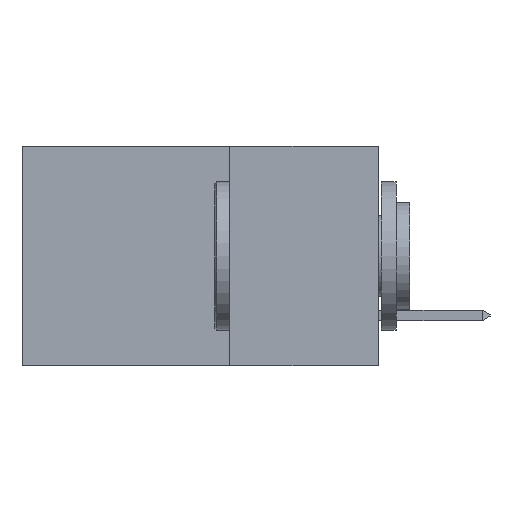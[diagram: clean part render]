
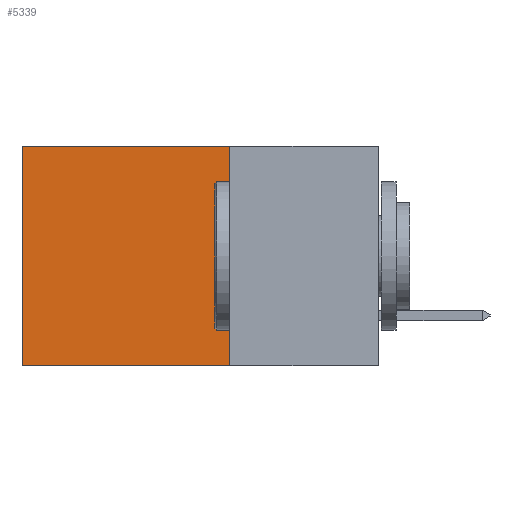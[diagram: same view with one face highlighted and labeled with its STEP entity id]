
A CAD part, left-side view. The second image highlights one B-rep face of the part: STEP entity #5339.
In plain terms, the highlighted planar face has unit normal (-1, 0, 0).
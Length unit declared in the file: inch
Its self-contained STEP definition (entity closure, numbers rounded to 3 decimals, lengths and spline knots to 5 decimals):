
#1016 = VERTEX_POINT ( 'NONE', #3917 ) ;
#1554 = CARTESIAN_POINT ( 'NONE',  ( 0.2615, 0.25, -0.37 ) ) ;
#1566 = ORIENTED_EDGE ( 'NONE', *, *, #6296, .T. ) ;
#1834 = VECTOR ( 'NONE', #11427, 39.37008 ) ;
#1939 = ORIENTED_EDGE ( 'NONE', *, *, #12194, .F. ) ;
#2601 = LINE ( 'NONE', #1554, #1834 ) ;
#2747 = LINE ( 'NONE', #4247, #15336 ) ;
#2928 = DIRECTION ( 'NONE',  ( 0., 1., 0. ) ) ;
#3200 = CARTESIAN_POINT ( 'NONE',  ( 0.2615, 0.25, 0. ) ) ;
#3403 = CARTESIAN_POINT ( 'NONE',  ( 0.2615, 0.6, -0.37 ) ) ;
#3599 = CARTESIAN_POINT ( 'NONE',  ( 0.2615, 0.25, -0.37 ) ) ;
#3610 = VERTEX_POINT ( 'NONE', #3403 ) ;
#3620 = DIRECTION ( 'NONE',  ( 0., 0., -1. ) ) ;
#3733 = FACE_OUTER_BOUND ( 'NONE', #11961, .T. ) ;
#3917 = CARTESIAN_POINT ( 'NONE',  ( 0.2615, 0.6, 0. ) ) ;
#3994 = CARTESIAN_POINT ( 'NONE',  ( 0.2615, 0.25, -0.37 ) ) ;
#4163 = DIRECTION ( 'NONE',  ( 0., 0., -1. ) ) ;
#4247 = CARTESIAN_POINT ( 'NONE',  ( 0.2615, 0.6, -0.37 ) ) ;
#4903 = VECTOR ( 'NONE', #3620, 39.37008 ) ;
#5064 = ORIENTED_EDGE ( 'NONE', *, *, #9842, .T. ) ;
#5339 = ADVANCED_FACE ( 'NONE', ( #3733 ), #11387, .F. ) ;
#6296 = EDGE_CURVE ( 'NONE', #1016, #3610, #2747, .T. ) ;
#6385 = EDGE_CURVE ( 'NONE', #6498, #12187, #14981, .T. ) ;
#6457 = ORIENTED_EDGE ( 'NONE', *, *, #6385, .F. ) ;
#6498 = VERTEX_POINT ( 'NONE', #3200 ) ;
#6646 = AXIS2_PLACEMENT_3D ( 'NONE', #11234, #11164, #11144 ) ;
#6682 = CARTESIAN_POINT ( 'NONE',  ( 0.2615, 0.25, 0. ) ) ;
#7456 = VECTOR ( 'NONE', #2928, 39.37008 ) ;
#9842 = EDGE_CURVE ( 'NONE', #6498, #1016, #13812, .T. ) ;
#11144 = DIRECTION ( 'NONE',  ( 0., 0., -1. ) ) ;
#11164 = DIRECTION ( 'NONE',  ( 1., 0., 0. ) ) ;
#11234 = CARTESIAN_POINT ( 'NONE',  ( 0.2615, 0.25, -0.37 ) ) ;
#11387 = PLANE ( 'NONE',  #6646 ) ;
#11427 = DIRECTION ( 'NONE',  ( 0., 1., 0. ) ) ;
#11961 = EDGE_LOOP ( 'NONE', ( #1566, #1939, #6457, #5064 ) ) ;
#12187 = VERTEX_POINT ( 'NONE', #3994 ) ;
#12194 = EDGE_CURVE ( 'NONE', #12187, #3610, #2601, .T. ) ;
#13812 = LINE ( 'NONE', #6682, #7456 ) ;
#14981 = LINE ( 'NONE', #3599, #4903 ) ;
#15336 = VECTOR ( 'NONE', #4163, 39.37008 ) ;
